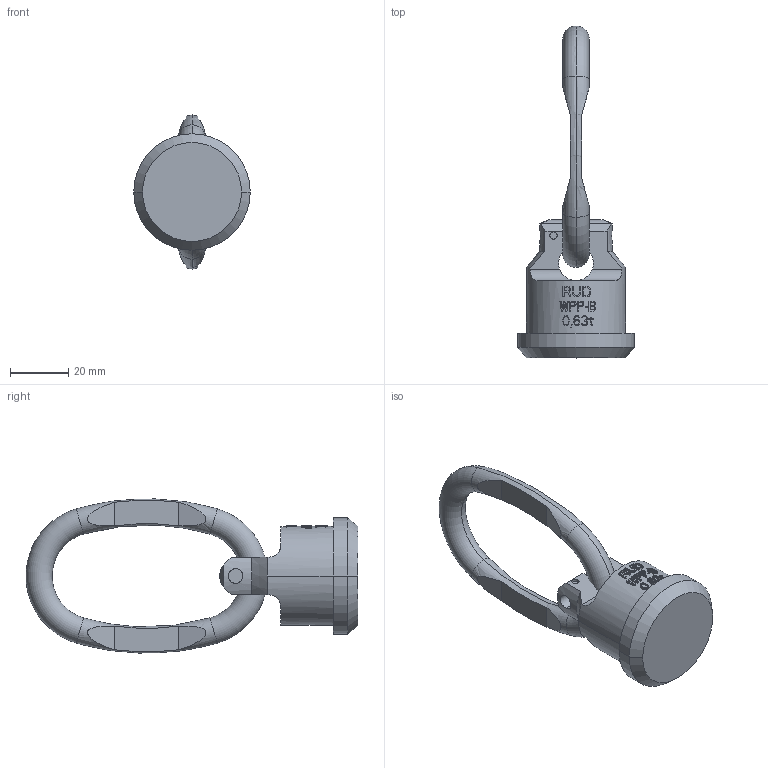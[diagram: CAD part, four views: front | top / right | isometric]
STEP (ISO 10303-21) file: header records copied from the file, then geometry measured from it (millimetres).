
FILE_DESCRIPTION((''),'2;1');
FILE_NAME('001-M31440-P12_ASM','2004-10-11T',('Haas'),(''),'PRO/ENGINEER BY PARAMETRIC TECHNOLOGY CORPORATION, 2003450','PRO/ENGINEER BY PARAMETRIC TECHNOLOGY CORPORATION, 2003450','');
FILE_SCHEMA(('CONFIG_CONTROL_DESIGN'));
Length unit declared in the file: millimetre
Products named in the file (4): 001-M31440-006; 001-M31440-012; 001-M31290-006; 001-M31440-P12_ASM
Assembly tree (3 placements, depth 2):
  001-M31440-P12_ASM
    001-M31440-006
    001-M31440-012
    001-M31290-006
Bounding box: 40 x 113.95 x 52.91 mm (x, y, z)
Volume: 41989.3 mm3; surface area: 14247.4 mm2
Topology: 3 solids, 3 shells, 455 faces, 1254 edges, 832 vertices
Faces by surface type: plane 397, cylinder 44, torus 8, cone 6
Entity records: 14914 total; most frequent: CARTESIAN_POINT 4112, ORIENTED_EDGE 2508, DIRECTION 1802, EDGE_CURVE 1254, VERTEX_POINT 832, AXIS2_PLACEMENT_3D 636, B_SPLINE_CURVE_WITH_KNOTS 550, VECTOR 530
